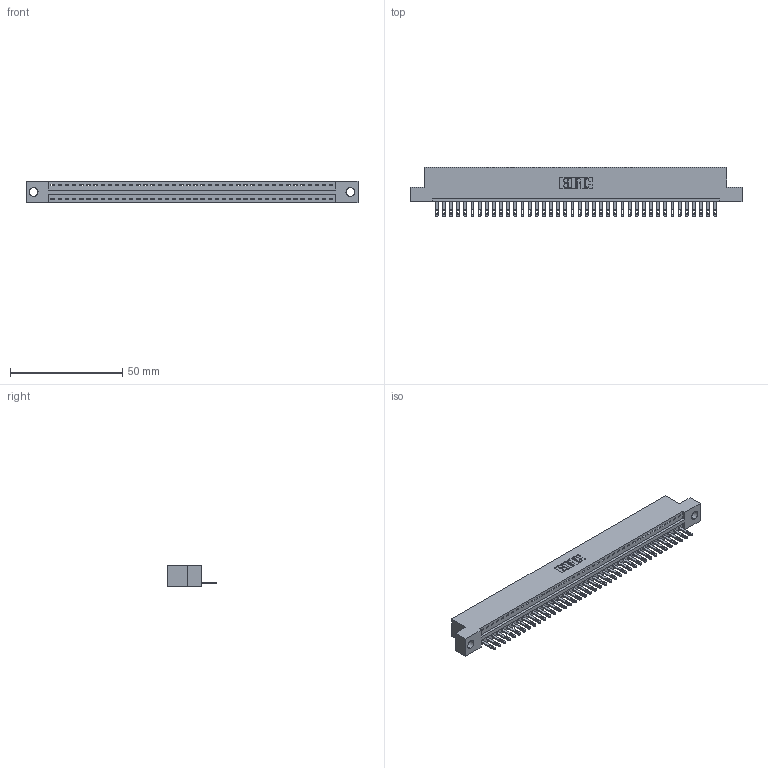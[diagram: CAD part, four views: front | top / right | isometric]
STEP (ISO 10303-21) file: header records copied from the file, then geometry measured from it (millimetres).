
FILE_DESCRIPTION (( 'STEP AP203' ), '1' );
FILE_NAME ('346-040-500-104.STEP', '2022-05-07T08:22:45', ( '' ), ( '' ), 'SwSTEP 2.0', 'SolidWorks 2020', '' );
FILE_SCHEMA (( 'CONFIG_CONTROL_DESIGN' ));
Length unit declared in the file: inch
Products named in the file (3): 346 Part_Flush Mounting Lugs - 0.156 Dia-TH; 346-040-500-104; 345-292-001_345-293-100
Assembly tree (41 placements, depth 2):
  346-040-500-104
    346 Part_Flush Mounting Lugs - 0.156 Dia-TH
    345-292-001_345-293-100  x40
Bounding box: 147.57 x 21.84 x 9.4 mm (x, y, z)
Volume: 14031.1 mm3; surface area: 17446 mm2
Topology: 41 solids, 41 shells, 2296 faces, 7085 edges, 4722 vertices
Faces by surface type: plane 1450, cylinder 846
Entity records: 25443 total; most frequent: CARTESIAN_POINT 4370, ORIENTED_EDGE 4342, DIRECTION 3859, EDGE_CURVE 2171, VECTOR 1875, LINE 1875, VERTEX_POINT 1446, AXIS2_PLACEMENT_3D 992
